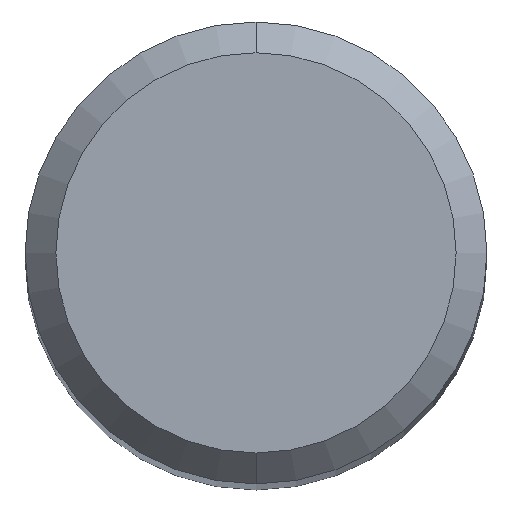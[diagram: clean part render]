
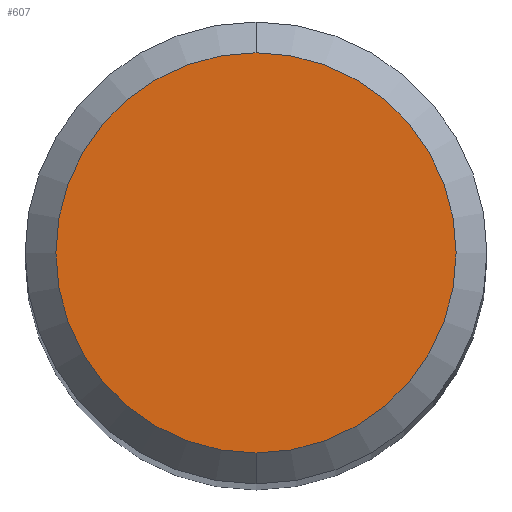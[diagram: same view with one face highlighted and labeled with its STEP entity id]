
A CAD part, top view. The second image highlights one B-rep face of the part: STEP entity #607.
In plain terms, the highlighted planar face has unit normal (0, 0, 1).
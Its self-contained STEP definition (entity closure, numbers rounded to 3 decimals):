
#607=ADVANCED_FACE('',(#1440),#1441,.T.);
#795=EDGE_CURVE('',#1081,#833,#1648,.T.);
#833=VERTEX_POINT('',#1690);
#849=EDGE_CURVE('',#833,#1081,#1708,.T.);
#1081=VERTEX_POINT('',#1961);
#1440=FACE_OUTER_BOUND('',#3051,.T.);
#1441=PLANE('',#3052);
#1648=CIRCLE('',#5333,2.6);
#1690=CARTESIAN_POINT('',(0.,-2.6,0.0));
#1708=CIRCLE('',#7963,2.6);
#1961=CARTESIAN_POINT('',(0.0,2.6,0.0));
#3051=EDGE_LOOP('',(#14188,#14189));
#3052=AXIS2_PLACEMENT_3D('',#14190,#14191,#14192);
#5333=AXIS2_PLACEMENT_3D('',#14416,#14417,#14418);
#7963=AXIS2_PLACEMENT_3D('',#14484,#14485,#14486);
#14188=ORIENTED_EDGE('',*,*,#795,.F.);
#14189=ORIENTED_EDGE('',*,*,#849,.F.);
#14190=CARTESIAN_POINT('',(0.0,1.3,0.0));
#14191=DIRECTION('',(-0.0,0.0,1.0));
#14192=DIRECTION('',(0.0,-1.0,0.0));
#14416=CARTESIAN_POINT('',(0.0,0.0,0.0));
#14417=DIRECTION('',(0.0,0.0,-1.0));
#14418=DIRECTION('',(0.0,1.0,0.0));
#14484=CARTESIAN_POINT('',(0.0,0.0,0.0));
#14485=DIRECTION('',(0.0,0.0,-1.0));
#14486=DIRECTION('',(0.0,1.0,0.0));
